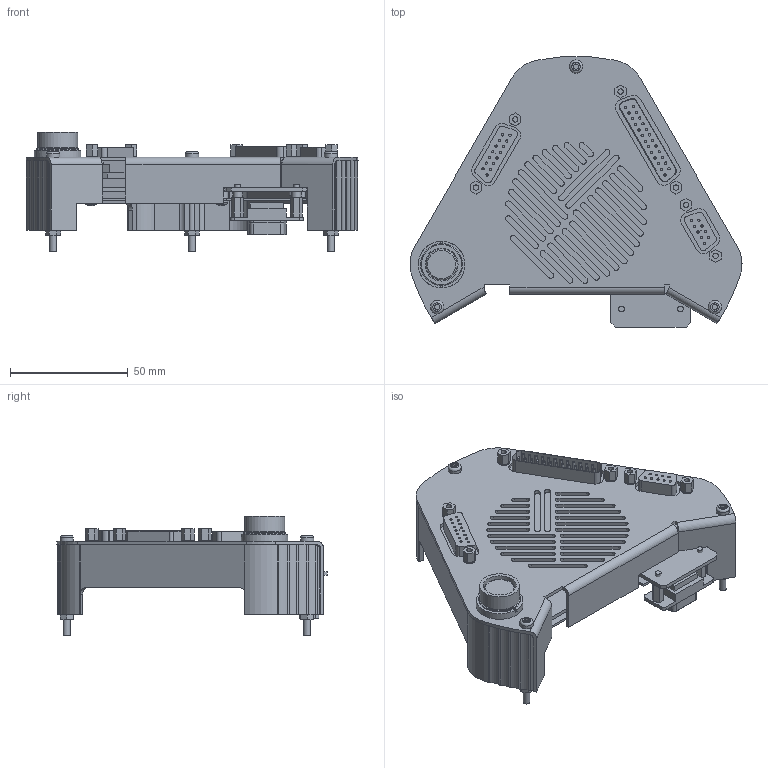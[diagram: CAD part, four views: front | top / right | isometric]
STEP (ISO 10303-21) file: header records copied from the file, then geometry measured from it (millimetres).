
FILE_DESCRIPTION((''),'2;1');
FILE_NAME('IO220.stp','2008-02-06T15:54:04',('MEKU'),(''),'Autodesk Inventor 11','Autodesk Inventor 11','');
FILE_SCHEMA(('AUTOMOTIVE_DESIGN { 1 0 10303 214 1 1 1 1 }'));
Length unit declared in the file: inch
Products named in the file (22): DMTEST; 451-600_ASSY- IO 220_Library prisma and star_iassy; REF 451-619_CONN 9 PIN DSUB F STRAIGHT PCB_Library prisma and star_ipart; REF 451-619_CONN 25 PIN DSUB M STRAIGHT PCB_Library prisma and star_iassy; REF 451-619_CONN 25 PIN D SOLDER CUP FEMALE_Library prisma and star_ipart; REF 451-619_CONN 25 PIN D SOLDER CUP FEMALE_Library prisma and star_ipart-None_1; REF 451-619_CONN 25 PIN D SOLDER CUP FEMALE_Library prisma and star_ipart-None_2; REF 451-619_CONN 25 PIN D SOLDER CUP FEMALE_Library prisma and star_ipart-None_3; 451-615_DET- IO HOUSING_Library prisma and star_ipart; 451-616_DET- FRONT PLATE_Library prisma and star_ipart; 070-1437__4-40 .312 LG HEX JACK SCR STL_HARDWARE STANDOFFS HEX_ipart; 084-181_FW 4-40 X .19 OD X .02 THK SS_HARDWARE 4 WASHERS_ipart; REF 451-619_CONN 15 P DSUB F ST PCB MOUNT_Library prisma and star_ipart; 144-142_SCREW M3 X 40 LG PAN T10 SS_MM HARDWARE 3 MM P PAN HD SCR_ipart; 144-102__M2.5 X 4 LG PPH MS SS_MM HARDWARE 2.5 MM_PHIL PAN HD SCR_ipart; 451-617_DET- COVER PANEL_Library prisma and star_ipart; 451-601_DET- IO 220 PROCESSING BOARD_Library prisma and star_iassy; REF 451-601_IO 220 PROCESSING BOARD_Library prisma and star_ipart; REF 451-601_IO 220 PROCESSING BOARD_Library prisma and star_ipart-None_1; REF 451-601_IO 220 PROCESSING BOARD_Library prisma and star_ipart-None_2; REF 451-619_CONN 9 PIN DSUB M STRAIGHT PCB_Library prisma and star_ipart; 144-125_M3 HEX NUT SS_MM HARDWARE 3 MM P PAN HD SCR_ipart
Assembly tree (37 placements, depth 5):
  DMTEST
    451-600_ASSY- IO 220_Library prisma and star_iassy
      REF 451-619_CONN 9 PIN DSUB F STRAIGHT PCB_Library prisma and star_ipart
      REF 451-619_CONN 25 PIN DSUB M STRAIGHT PCB_Library prisma and star_iassy
        REF 451-619_CONN 25 PIN D SOLDER CUP FEMALE_Library prisma and star_ipart
          REF 451-619_CONN 25 PIN D SOLDER CUP FEMALE_Library prisma and star_ipart-None_1
          REF 451-619_CONN 25 PIN D SOLDER CUP FEMALE_Library prisma and star_ipart-None_2
          REF 451-619_CONN 25 PIN D SOLDER CUP FEMALE_Library prisma and star_ipart-None_3
      451-615_DET- IO HOUSING_Library prisma and star_ipart
      451-616_DET- FRONT PLATE_Library prisma and star_ipart
      070-1437__4-40 .312 LG HEX JACK SCR STL_HARDWARE STANDOFFS HEX_ipart  x6
      084-181_FW 4-40 X .19 OD X .02 THK SS_HARDWARE 4 WASHERS_ipart  x6
      REF 451-619_CONN 15 P DSUB F ST PCB MOUNT_Library prisma and star_ipart
      144-142_SCREW M3 X 40 LG PAN T10 SS_MM HARDWARE 3 MM P PAN HD SCR_ipart  x3
      144-102__M2.5 X 4 LG PPH MS SS_MM HARDWARE 2.5 MM_PHIL PAN HD SCR_ipart  x3
      451-617_DET- COVER PANEL_Library prisma and star_ipart
      451-601_DET- IO 220 PROCESSING BOARD_Library prisma and star_iassy
        REF 451-601_IO 220 PROCESSING BOARD_Library prisma and star_ipart
          REF 451-601_IO 220 PROCESSING BOARD_Library prisma and star_ipart-None_1
          REF 451-601_IO 220 PROCESSING BOARD_Library prisma and star_ipart-None_2
      REF 451-619_CONN 9 PIN DSUB M STRAIGHT PCB_Library prisma and star_ipart
      144-125_M3 HEX NUT SS_MM HARDWARE 3 MM P PAN HD SCR_ipart  x3
Bounding box: 140.8 x 114.76 x 50.64 mm (x, y, z)
Volume: 72034.4 mm3; surface area: 95843.1 mm2
Topology: 32 solids, 36 shells, 1622 faces, 3765 edges, 2370 vertices
Faces by surface type: plane 687, cylinder 590, cone 323, torus 19, sphere 3
Full cylindrical faces by diameter (mm): 0.127 x3, 0.99 x33, 0.991 x50, 1 x7, 1.499 x25, 1.95 x3, 2.159 x128, 2.261 x6, 2.5 x11, 2.845 x12, 2.9 x6, 2.94 x3, 3 x5, 3.048 x2, 3.1 x6, 3.5 x6, 3.6 x3, 3.92 x8, 4.8 x6, 5 x3, 5.6 x6, 12 x1, 13 x1, 14 x1, 17 x1, 17.2 x4, 19.8 x1, 20 x1
Entity records: 37975 total; most frequent: DIRECTION 6875, CARTESIAN_POINT 6346, ORIENTED_EDGE 5346, AXIS2_PLACEMENT_3D 2787, EDGE_CURVE 2673, EDGE_LOOP 2277, VERTEX_POINT 2032, FACE_OUTER_BOUND 1416
